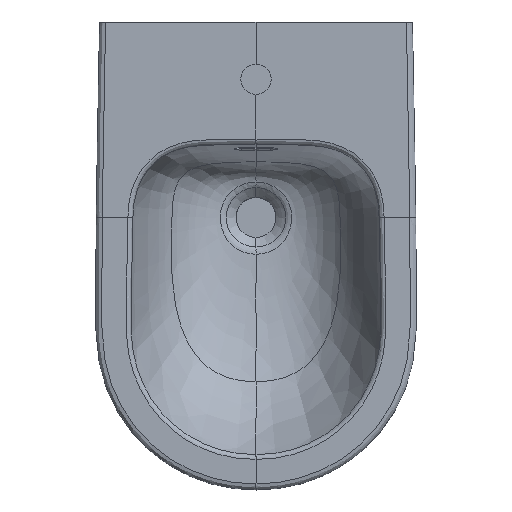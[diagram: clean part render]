
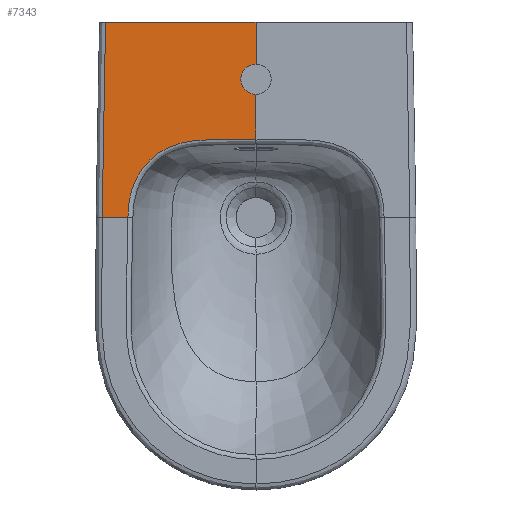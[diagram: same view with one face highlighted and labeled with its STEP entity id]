
A CAD part, top view. The second image highlights one B-rep face of the part: STEP entity #7343.
In plain terms, the highlighted free-form (B-spline) face has degree [3, 3] with [4, 4] control points.
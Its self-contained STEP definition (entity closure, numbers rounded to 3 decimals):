
#1045=CARTESIAN_POINT('',(-147.61,-225.,
400.));
#1046=CARTESIAN_POINT('',(-147.479,-220.86,400.));
#1047=CARTESIAN_POINT('',(-147.136,-212.971,
400.));
#1048=CARTESIAN_POINT('',(-145.568,-202.65,
400.));
#1049=CARTESIAN_POINT('',(-143.106,-192.913,
400.));
#1050=CARTESIAN_POINT('',(-139.809,-184.052,
400.));
#1051=CARTESIAN_POINT('',(-135.668,-175.849,
400.));
#1052=CARTESIAN_POINT('',(-130.811,-168.474,
400.));
#1053=CARTESIAN_POINT('',(-125.283,-161.872,
400.));
#1054=CARTESIAN_POINT('',(-119.087,-155.998,
400.));
#1055=CARTESIAN_POINT('',(-112.169,-150.819,400.));
#1056=CARTESIAN_POINT('',(-104.38,-146.267,400.));
#1057=CARTESIAN_POINT('',(-95.576,-142.362,400.));
#1058=CARTESIAN_POINT('',(-85.312,-139.113,400.));
#1059=CARTESIAN_POINT('',(-74.126,-136.837,400.));
#1060=CARTESIAN_POINT('',(-62.634,-135.772,400.));
#1061=CARTESIAN_POINT('',(-49.208,-135.542,400.));
#1062=CARTESIAN_POINT('',(-34.54,-135.251,
400.));
#1063=CARTESIAN_POINT('',(-18.41,-135.041,
400.));
#1064=CARTESIAN_POINT('',(-6.313,-134.967,
400.));
#1065=CARTESIAN_POINT('',(0.,-134.967,400.));
#1067=DIRECTION('',(1.,0.,0.));
#1068=VECTOR('',#1067,29.657);
#1069=CARTESIAN_POINT('',(-177.266,-225.,400.));
#1070=LINE('',#1069,#1068);
#1071=CARTESIAN_POINT('',(-173.328,0.,400.));
#1072=CARTESIAN_POINT('',(-173.413,-3.331,400.));
#1073=CARTESIAN_POINT('',(-173.589,-10.367,400.));
#1074=CARTESIAN_POINT('',(-173.874,-22.118,400.));
#1075=CARTESIAN_POINT('',(-174.178,-35.095,400.));
#1076=CARTESIAN_POINT('',(-174.484,-48.659,400.));
#1077=CARTESIAN_POINT('',(-174.783,-62.435,400.));
#1078=CARTESIAN_POINT('',(-175.056,-75.644,400.));
#1079=CARTESIAN_POINT('',(-175.296,-87.717,400.));
#1080=CARTESIAN_POINT('',(-175.504,-98.597,400.));
#1081=CARTESIAN_POINT('',(-175.684,-108.386,400.));
#1082=CARTESIAN_POINT('',(-175.839,-117.125,400.));
#1083=CARTESIAN_POINT('',(-175.974,-125.032,400.));
#1084=CARTESIAN_POINT('',(-176.097,-132.471,400.));
#1085=CARTESIAN_POINT('',(-176.214,-139.77,400.));
#1086=CARTESIAN_POINT('',(-176.327,-147.114,400.));
#1087=CARTESIAN_POINT('',(-176.437,-154.478,400.));
#1088=CARTESIAN_POINT('',(-176.542,-161.824,400.));
#1089=CARTESIAN_POINT('',(-176.643,-169.169,400.));
#1090=CARTESIAN_POINT('',(-176.74,-176.53,400.));
#1091=CARTESIAN_POINT('',(-176.833,-183.93,400.));
#1092=CARTESIAN_POINT('',(-176.923,-191.423,400.));
#1093=CARTESIAN_POINT('',(-177.01,-199.126,400.));
#1094=CARTESIAN_POINT('',(-177.096,-207.139,400.));
#1095=CARTESIAN_POINT('',(-177.181,-215.656,400.));
#1096=CARTESIAN_POINT('',(-177.238,-221.813,400.));
#1097=CARTESIAN_POINT('',(-177.266,-225.,400.));
#1099=DIRECTION('',(1.,0.,0.));
#1100=VECTOR('',#1099,173.328);
#1101=CARTESIAN_POINT('',(-173.328,0.,400.));
#1102=LINE('',#1101,#1100);
#1103=DIRECTION('',(0.,1.,0.));
#1104=VECTOR('',#1103,51.467);
#1105=CARTESIAN_POINT('',(0.,-134.967,400.));
#1106=LINE('',#1105,#1104);
#1107=DIRECTION('',(0.,1.,0.));
#1108=VECTOR('',#1107,48.5);
#1109=CARTESIAN_POINT('',(0.,-48.5,400.));
#1110=LINE('',#1109,#1108);
#1192=CARTESIAN_POINT('',(0.,-66.,400.));
#1193=DIRECTION('',(0.,0.,-1.));
#1194=DIRECTION('',(0.,-1.,0.));
#1195=AXIS2_PLACEMENT_3D('',#1192,#1193,#1194);
#1392=CARTESIAN_POINT('',(-147.61,-225.,
400.));
#1394=VERTEX_POINT('',#1392);
#1396=CARTESIAN_POINT('',(-177.266,-225.,400.));
#1397=VERTEX_POINT('',#1396);
#1398=VERTEX_POINT('',#1071);
#1436=CARTESIAN_POINT('',(0.,-134.967,400.));
#1437=CARTESIAN_POINT('',(0.,-83.5,400.));
#1438=VERTEX_POINT('',#1436);
#1439=VERTEX_POINT('',#1437);
#1440=CARTESIAN_POINT('',(0.,-48.5,400.));
#1441=CARTESIAN_POINT('',(0.,0.,400.));
#1442=VERTEX_POINT('',#1440);
#1443=VERTEX_POINT('',#1441);
#7314=CARTESIAN_POINT('',(1.77,-226.99,400.));
#7315=CARTESIAN_POINT('',(-58.329,-227.075,400.));
#7316=CARTESIAN_POINT('',(-128.657,-227.159,400.));
#7317=CARTESIAN_POINT('',(-179.981,-227.243,400.));
#7318=CARTESIAN_POINT('',(1.764,-150.498,400.));
#7319=CARTESIAN_POINT('',(-58.152,-147.337,400.));
#7320=CARTESIAN_POINT('',(-124.846,-144.177,400.));
#7321=CARTESIAN_POINT('',(-178.947,-141.016,400.));
#7322=CARTESIAN_POINT('',(1.749,-73.957,400.));
#7323=CARTESIAN_POINT('',(-57.708,-69.186,400.));
#7324=CARTESIAN_POINT('',(-120.491,-64.415,400.));
#7325=CARTESIAN_POINT('',(-177.094,-59.644,400.));
#7326=CARTESIAN_POINT('',(1.736,2.777,400.));
#7327=CARTESIAN_POINT('',(-57.294,2.601,400.));
#7328=CARTESIAN_POINT('',(-116.198,2.424,400.));
#7329=CARTESIAN_POINT('',(-175.335,2.248,400.));
#7330=B_SPLINE_SURFACE_WITH_KNOTS('',3,3,((#7314,#7315,#7316,#7317),(#7318,
#7319,#7320,#7321),(#7322,#7323,#7324,#7325),(#7326,#7327,#7328,#7329)),
.UNSPECIFIED.,.F.,.F.,.F.,(4,4),(4,4),(-0.009,1.012),(
-0.01,0.97),.UNSPECIFIED.);
#7332=ORIENTED_EDGE('',*,*,#7331,.F.);
#7333=ORIENTED_EDGE('',*,*,#5105,.F.);
#7334=ORIENTED_EDGE('',*,*,#5959,.F.);
#7335=ORIENTED_EDGE('',*,*,#7300,.F.);
#7336=ORIENTED_EDGE('',*,*,#6703,.T.);
#7338=ORIENTED_EDGE('',*,*,#7337,.F.);
#7340=ORIENTED_EDGE('',*,*,#7339,.F.);
#7341=EDGE_LOOP('',(#7332,#7333,#7334,#7335,#7336,#7338,#7340));
#7342=FACE_OUTER_BOUND('',#7341,.F.);
#1066=B_SPLINE_CURVE_WITH_KNOTS('',3,(#1045,#1046,#1047,#1048,#1049,#1050,#1051,
#1052,#1053,#1054,#1055,#1056,#1057,#1058,#1059,#1060,#1061,#1062,#1063,#1064,
#1065),.UNSPECIFIED.,.F.,.F.,(4,1,1,1,1,1,1,1,1,1,1,1,1,1,1,1,1,1,4),(0.,
0.056,0.111,0.167,0.222,
0.278,0.333,0.389,0.444,0.5,
0.556,0.611,0.667,0.722,
0.778,0.833,0.889,0.944,1.),
.UNSPECIFIED.);
#1098=B_SPLINE_CURVE_WITH_KNOTS('',3,(#1071,#1072,#1073,#1074,#1075,#1076,#1077,
#1078,#1079,#1080,#1081,#1082,#1083,#1084,#1085,#1086,#1087,#1088,#1089,#1090,
#1091,#1092,#1093,#1094,#1095,#1096,#1097),.UNSPECIFIED.,.F.,.F.,(4,1,1,1,1,1,1,
1,1,1,1,1,1,1,1,1,1,1,1,1,1,1,1,1,4),(0.,0.042,0.083,
0.125,0.167,0.208,0.25,0.292,
0.333,0.375,0.417,0.458,0.5,
0.542,0.583,0.625,0.667,0.708,
0.75,0.792,0.833,0.875,0.917,
0.958,1.),.UNSPECIFIED.);
#1196=CIRCLE('',#1195,17.5);
#5105=EDGE_CURVE('',#1394,#1438,#1066,.T.);
#5959=EDGE_CURVE('',#1397,#1394,#1070,.T.);
#6703=EDGE_CURVE('',#1398,#1443,#1102,.T.);
#7300=EDGE_CURVE('',#1398,#1397,#1098,.T.);
#7331=EDGE_CURVE('',#1438,#1439,#1106,.T.);
#7337=EDGE_CURVE('',#1442,#1443,#1110,.T.);
#7339=EDGE_CURVE('',#1439,#1442,#1196,.T.);
#7343=ADVANCED_FACE('',(#7342),#7330,.T.);
